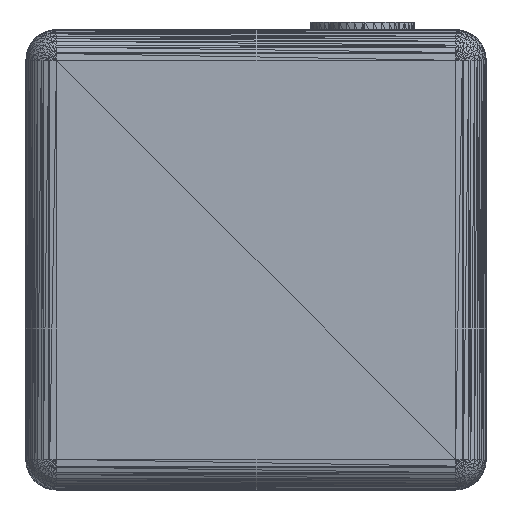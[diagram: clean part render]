
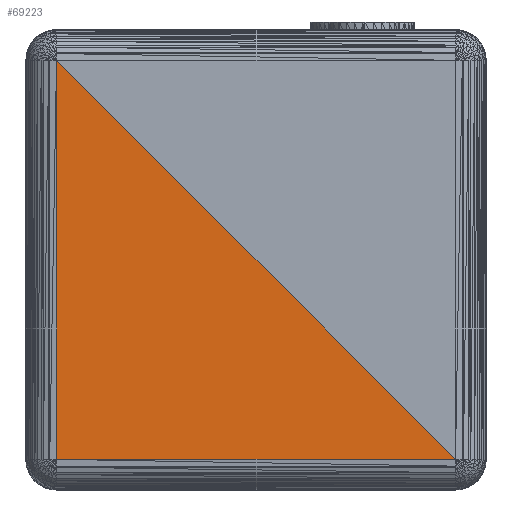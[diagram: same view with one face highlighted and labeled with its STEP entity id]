
A CAD part, left-side view. The second image highlights one B-rep face of the part: STEP entity #69223.
In plain terms, the highlighted planar face has unit normal (-1, 0, 0).
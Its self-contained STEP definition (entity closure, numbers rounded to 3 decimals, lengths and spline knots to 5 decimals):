
#2110=DIRECTION('',(0.0,-1.0,0.0));
#2111=VECTOR('',#2110,1000.0);
#2164=DIRECTION('',(-1.0,0.0,0.0));
#45090=CARTESIAN_POINT('',(-0.3,0.13,0.13));
#45091=VERTEX_POINT('',#45090);
#45092=CARTESIAN_POINT('',(-0.3,-0.13,-0.13));
#45093=VERTEX_POINT('',#45092);
#45094=CARTESIAN_POINT('',(-0.3,0.13,-0.13));
#45095=VERTEX_POINT('',#45094);
#69194=DIRECTION('',(0.0,-0.707,-0.707));
#69195=VECTOR('',#69194,1000.0);
#69196=LINE('',#45090,#69195);
#69197=EDGE_CURVE('',#45091,#45093,#69196,.T.);
#69209=DIRECTION('',(0.0,0.0,-1.0));
#69210=VECTOR('',#69209,1000.0);
#69211=LINE('',#45090,#69210);
#69212=EDGE_CURVE('',#45091,#45095,#69211,.T.);
#69213=LINE('',#45094,#2111);
#69214=EDGE_CURVE('',#45095,#45093,#69213,.T.);
#69215=ORIENTED_EDGE('',*,*,#69197,.F.);
#69216=ORIENTED_EDGE('',*,*,#69212,.T.);
#69217=ORIENTED_EDGE('',*,*,#69214,.T.);
#69218=DIRECTION('',(0.0,0.707,0.707));
#69219=AXIS2_PLACEMENT_3D('',#45092,#2164,#69218);
#69220=PLANE('',#69219);
#69221=EDGE_LOOP('',(#69215,#69216,#69217));
#69222=FACE_BOUND('',#69221,.T.);
#69223=ADVANCED_FACE('',(#69222),#69220,.T.);
